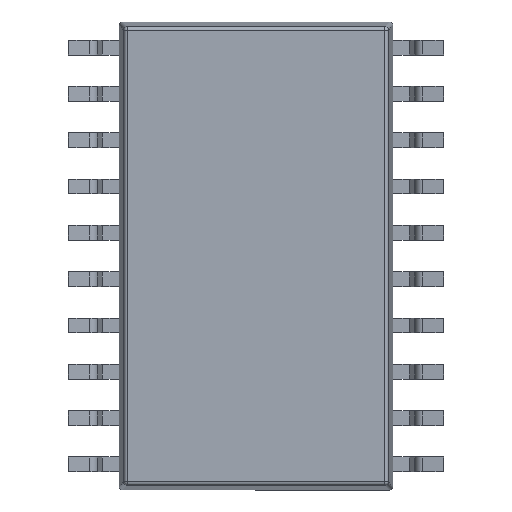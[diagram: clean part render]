
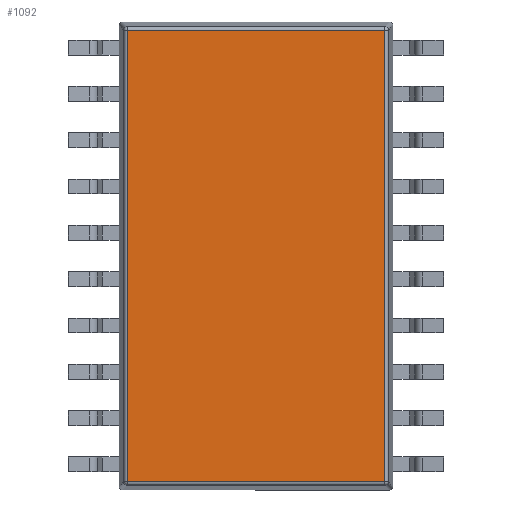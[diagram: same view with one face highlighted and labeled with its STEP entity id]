
A CAD part, front view. The second image highlights one B-rep face of the part: STEP entity #1092.
In plain terms, the highlighted planar face has unit normal (0, -1, 0).
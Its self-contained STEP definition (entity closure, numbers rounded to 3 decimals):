
#79 = CARTESIAN_POINT ( 'NONE',  ( 3.526, 0.3, 6.191 ) ) ;
#427 = DIRECTION ( 'NONE',  ( 0., -1., 0. ) ) ;
#597 = CARTESIAN_POINT ( 'NONE',  ( -3.526, 0.3, -6.282 ) ) ;
#849 = EDGE_CURVE ( 'NONE', #9860, #5961, #1551, .T. ) ;
#1004 = DIRECTION ( 'NONE',  ( 0., 0., 1. ) ) ;
#1092 = ADVANCED_FACE ( 'NONE', ( #9764 ), #8125, .T. ) ;
#1243 = CARTESIAN_POINT ( 'NONE',  ( 0., 0.3, 0. ) ) ;
#1506 = DIRECTION ( 'NONE',  ( 0., 0., -1. ) ) ;
#1551 = LINE ( 'NONE', #597, #7363 ) ;
#1841 = VECTOR ( 'NONE', #1004, 1000. ) ;
#2020 = DIRECTION ( 'NONE',  ( 1., 0., 0. ) ) ;
#2480 = ORIENTED_EDGE ( 'NONE', *, *, #5959, .T. ) ;
#2883 = CARTESIAN_POINT ( 'NONE',  ( -3.617, 0.3, 6.191 ) ) ;
#3002 = VERTEX_POINT ( 'NONE', #8575 ) ;
#3803 = EDGE_CURVE ( 'NONE', #3002, #9554, #8748, .T. ) ;
#3844 = ORIENTED_EDGE ( 'NONE', *, *, #849, .T. ) ;
#4398 = VECTOR ( 'NONE', #2020, 1000. ) ;
#4673 = EDGE_CURVE ( 'NONE', #9554, #9860, #9880, .T. ) ;
#4761 = AXIS2_PLACEMENT_3D ( 'NONE', #1243, #427, #5001 ) ;
#4902 = ORIENTED_EDGE ( 'NONE', *, *, #4673, .T. ) ;
#5001 = DIRECTION ( 'NONE',  ( 0., 0., -1. ) ) ;
#5900 = LINE ( 'NONE', #9019, #4398 ) ;
#5959 = EDGE_CURVE ( 'NONE', #5961, #3002, #5900, .T. ) ;
#5961 = VERTEX_POINT ( 'NONE', #8243 ) ;
#5994 = DIRECTION ( 'NONE',  ( -1., 0., 0. ) ) ;
#7224 = EDGE_LOOP ( 'NONE', ( #4902, #3844, #2480, #8823 ) ) ;
#7363 = VECTOR ( 'NONE', #1506, 1000. ) ;
#7930 = CARTESIAN_POINT ( 'NONE',  ( -3.526, 0.3, 6.191 ) ) ;
#7983 = CARTESIAN_POINT ( 'NONE',  ( 3.526, 0.3, 6.282 ) ) ;
#8125 = PLANE ( 'NONE',  #4761 ) ;
#8154 = VECTOR ( 'NONE', #5994, 1000. ) ;
#8243 = CARTESIAN_POINT ( 'NONE',  ( -3.526, 0.3, -6.191 ) ) ;
#8575 = CARTESIAN_POINT ( 'NONE',  ( 3.526, 0.3, -6.191 ) ) ;
#8748 = LINE ( 'NONE', #7983, #1841 ) ;
#8823 = ORIENTED_EDGE ( 'NONE', *, *, #3803, .T. ) ;
#9019 = CARTESIAN_POINT ( 'NONE',  ( 3.617, 0.3, -6.191 ) ) ;
#9554 = VERTEX_POINT ( 'NONE', #79 ) ;
#9764 = FACE_OUTER_BOUND ( 'NONE', #7224, .T. ) ;
#9860 = VERTEX_POINT ( 'NONE', #7930 ) ;
#9880 = LINE ( 'NONE', #2883, #8154 ) ;
